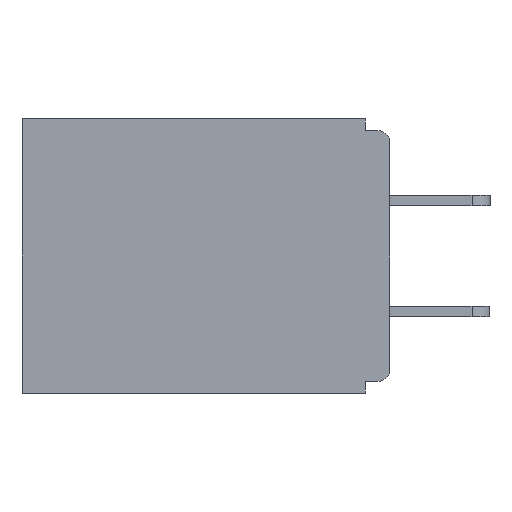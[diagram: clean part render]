
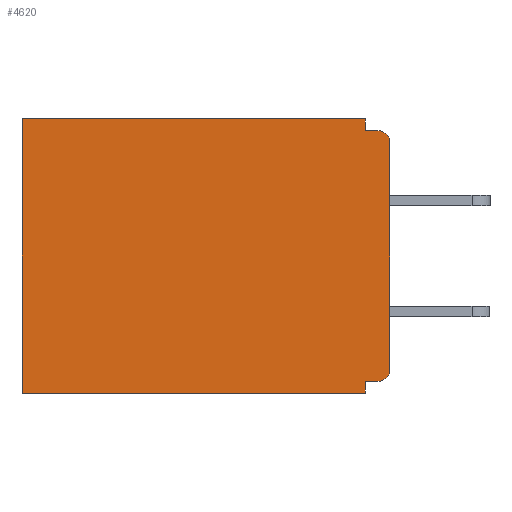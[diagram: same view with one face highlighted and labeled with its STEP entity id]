
A CAD part, left-side view. The second image highlights one B-rep face of the part: STEP entity #4620.
In plain terms, the highlighted planar face has unit normal (-1, 0, 0).
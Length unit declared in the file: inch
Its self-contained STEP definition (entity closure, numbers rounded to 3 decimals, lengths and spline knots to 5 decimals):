
#17 = DIRECTION ( 'NONE',  ( 0., 1., 0. ) ) ;
#314 = DIRECTION ( 'NONE',  ( 0., 0., -1. ) ) ;
#444 = LINE ( 'NONE', #8394, #4161 ) ;
#582 = DIRECTION ( 'NONE',  ( 0., -1., 0. ) ) ;
#974 = VERTEX_POINT ( 'NONE', #4347 ) ;
#1018 = EDGE_CURVE ( 'NONE', #16448, #15670, #7733, .T. ) ;
#1039 = DIRECTION ( 'NONE',  ( 0., 0., -1. ) ) ;
#1065 = VECTOR ( 'NONE', #17, 39.37008 ) ;
#1102 = CARTESIAN_POINT ( 'NONE',  ( 0.298, 0., -0.313 ) ) ;
#1131 = CARTESIAN_POINT ( 'NONE',  ( 0.298, 0.031, -0.343 ) ) ;
#1359 = EDGE_CURVE ( 'NONE', #974, #16448, #444, .T. ) ;
#1483 = ORIENTED_EDGE ( 'NONE', *, *, #10659, .F. ) ;
#1610 = EDGE_CURVE ( 'NONE', #5980, #15762, #10039, .T. ) ;
#2043 = EDGE_CURVE ( 'NONE', #13121, #14597, #7738, .T. ) ;
#2407 = ORIENTED_EDGE ( 'NONE', *, *, #2043, .F. ) ;
#2629 = ORIENTED_EDGE ( 'NONE', *, *, #11209, .F. ) ;
#2638 = DIRECTION ( 'NONE',  ( 0., 0., -1. ) ) ;
#2650 = FACE_OUTER_BOUND ( 'NONE', #5072, .T. ) ;
#2662 = DIRECTION ( 'NONE',  ( 0., 0., -1. ) ) ;
#3157 = EDGE_CURVE ( 'NONE', #3193, #15670, #8734, .T. ) ;
#3193 = VERTEX_POINT ( 'NONE', #6293 ) ;
#3408 = ORIENTED_EDGE ( 'NONE', *, *, #13044, .T. ) ;
#3452 = DIRECTION ( 'NONE',  ( 0., 1., 0. ) ) ;
#3708 = ORIENTED_EDGE ( 'NONE', *, *, #15022, .T. ) ;
#3846 = DIRECTION ( 'NONE',  ( -1., 0., 0. ) ) ;
#4045 = LINE ( 'NONE', #12694, #12798 ) ;
#4161 = VECTOR ( 'NONE', #314, 39.37008 ) ;
#4347 = CARTESIAN_POINT ( 'NONE',  ( 0.298, 0.031, 0. ) ) ;
#4620 = ADVANCED_FACE ( 'NONE', ( #2650 ), #15293, .F. ) ;
#5072 = EDGE_LOOP ( 'NONE', ( #11443, #8615, #12587, #3408, #10876, #9060, #2629, #2407, #3708, #1483 ) ) ;
#5153 = CARTESIAN_POINT ( 'NONE',  ( 0.298, 0.015, -0.313 ) ) ;
#5799 = VERTEX_POINT ( 'NONE', #1131 ) ;
#5930 = EDGE_CURVE ( 'NONE', #5799, #15762, #4045, .T. ) ;
#5980 = VERTEX_POINT ( 'NONE', #6012 ) ;
#6010 = CARTESIAN_POINT ( 'NONE',  ( 0.298, 0., -0.328 ) ) ;
#6012 = CARTESIAN_POINT ( 'NONE',  ( 0.298, 0.46, 0. ) ) ;
#6293 = CARTESIAN_POINT ( 'NONE',  ( 0.298, 0., -0.03 ) ) ;
#6323 = CARTESIAN_POINT ( 'NONE',  ( 0.298, 0.015, -0.328 ) ) ;
#6346 = CARTESIAN_POINT ( 'NONE',  ( 0.298, 0.031, -0.015 ) ) ;
#6350 = DIRECTION ( 'NONE',  ( -1., 0., 0. ) ) ;
#7330 = DIRECTION ( 'NONE',  ( 0., 1., 0. ) ) ;
#7678 = VECTOR ( 'NONE', #7330, 39.37008 ) ;
#7733 = LINE ( 'NONE', #14988, #10414 ) ;
#7738 = LINE ( 'NONE', #6010, #1065 ) ;
#7964 = CARTESIAN_POINT ( 'NONE',  ( 0.298, 0.031, -0.343 ) ) ;
#8090 = LINE ( 'NONE', #12655, #7678 ) ;
#8394 = CARTESIAN_POINT ( 'NONE',  ( 0.298, 0.031, -0.343 ) ) ;
#8615 = ORIENTED_EDGE ( 'NONE', *, *, #1018, .F. ) ;
#8619 = DIRECTION ( 'NONE',  ( 1., 0., 0. ) ) ;
#8734 = CIRCLE ( 'NONE', #16046, 0.015 ) ;
#8899 = CARTESIAN_POINT ( 'NONE',  ( 0.298, 0.015, -0.015 ) ) ;
#9060 = ORIENTED_EDGE ( 'NONE', *, *, #5930, .F. ) ;
#10038 = VECTOR ( 'NONE', #2662, 39.37008 ) ;
#10039 = LINE ( 'NONE', #15627, #16688 ) ;
#10184 = AXIS2_PLACEMENT_3D ( 'NONE', #5153, #3846, #2638 ) ;
#10414 = VECTOR ( 'NONE', #582, 39.37008 ) ;
#10433 = LINE ( 'NONE', #7964, #10038 ) ;
#10659 = EDGE_CURVE ( 'NONE', #3193, #16348, #17112, .T. ) ;
#10876 = ORIENTED_EDGE ( 'NONE', *, *, #1610, .T. ) ;
#11209 = EDGE_CURVE ( 'NONE', #14597, #5799, #10433, .T. ) ;
#11443 = ORIENTED_EDGE ( 'NONE', *, *, #3157, .T. ) ;
#11446 = CIRCLE ( 'NONE', #10184, 0.015 ) ;
#11742 = CARTESIAN_POINT ( 'NONE',  ( 0.298, 0.46, -0.343 ) ) ;
#11743 = CARTESIAN_POINT ( 'NONE',  ( 0.298, 0.015, -0.03 ) ) ;
#12344 = CARTESIAN_POINT ( 'NONE',  ( 0.298, 0., 0. ) ) ;
#12402 = DIRECTION ( 'NONE',  ( 0., 0., -1. ) ) ;
#12587 = ORIENTED_EDGE ( 'NONE', *, *, #1359, .F. ) ;
#12655 = CARTESIAN_POINT ( 'NONE',  ( 0.298, 0., 0. ) ) ;
#12694 = CARTESIAN_POINT ( 'NONE',  ( 0.298, 0., -0.343 ) ) ;
#12798 = VECTOR ( 'NONE', #3452, 39.37008 ) ;
#13044 = EDGE_CURVE ( 'NONE', #974, #5980, #8090, .T. ) ;
#13121 = VERTEX_POINT ( 'NONE', #6323 ) ;
#14012 = VECTOR ( 'NONE', #12402, 39.37008 ) ;
#14597 = VERTEX_POINT ( 'NONE', #16106 ) ;
#14988 = CARTESIAN_POINT ( 'NONE',  ( 0.298, 0., -0.015 ) ) ;
#15022 = EDGE_CURVE ( 'NONE', #13121, #16348, #11446, .T. ) ;
#15237 = DIRECTION ( 'NONE',  ( 0., 0., -1. ) ) ;
#15293 = PLANE ( 'NONE',  #16070 ) ;
#15627 = CARTESIAN_POINT ( 'NONE',  ( 0.298, 0.46, 0. ) ) ;
#15670 = VERTEX_POINT ( 'NONE', #8899 ) ;
#15739 = DIRECTION ( 'NONE',  ( 0., 0., -1. ) ) ;
#15762 = VERTEX_POINT ( 'NONE', #11742 ) ;
#16046 = AXIS2_PLACEMENT_3D ( 'NONE', #11743, #6350, #15739 ) ;
#16070 = AXIS2_PLACEMENT_3D ( 'NONE', #16686, #8619, #15237 ) ;
#16106 = CARTESIAN_POINT ( 'NONE',  ( 0.298, 0.031, -0.328 ) ) ;
#16348 = VERTEX_POINT ( 'NONE', #1102 ) ;
#16448 = VERTEX_POINT ( 'NONE', #6346 ) ;
#16686 = CARTESIAN_POINT ( 'NONE',  ( 0.298, 0., 0. ) ) ;
#16688 = VECTOR ( 'NONE', #1039, 39.37008 ) ;
#17112 = LINE ( 'NONE', #12344, #14012 ) ;
